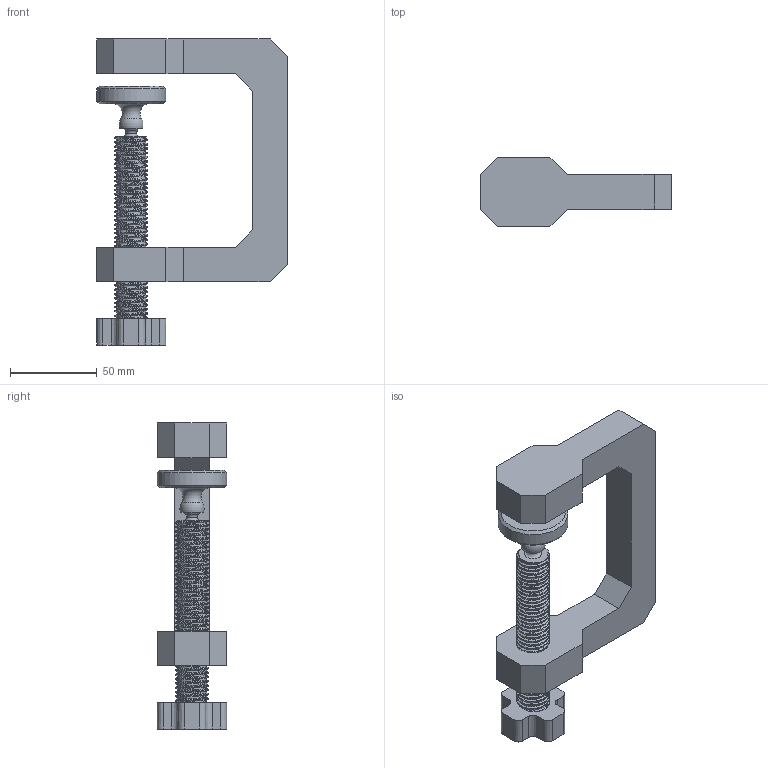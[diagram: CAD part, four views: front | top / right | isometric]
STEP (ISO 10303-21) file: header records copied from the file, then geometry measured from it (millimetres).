
FILE_DESCRIPTION(/* description */ (''),/* implementation_level */ '2;1');
FILE_NAME(/* name */ 'universal-opensource clamp v3.step',/* time_stamp */ '2024-07-01T15:25:35-04:00',/* author */ (''),/* organization */ (''),/* preprocessor_version */ 'ST-DEVELOPER v20',/* originating_system */ 'Autodesk Translation Framework v13.14.0.145',/* authorisation */ '');
FILE_SCHEMA (('AUTOMOTIVE_DESIGN { 1 0 10303 214 3 1 1 }'));
Length unit declared in the file: millimetre
Products named in the file (4): universal-opensource clamp; Clamp; pad; screw
Assembly tree (3 placements, depth 3):
  universal-opensource clamp
    Clamp
      pad
      screw
Bounding box: 110 x 40 x 176.3 mm (x, y, z)
Volume: 209900.8 mm3; surface area: 49083.2 mm2
Topology: 3 solids, 4 shells, 135 faces, 373 edges, 247 vertices
Faces by surface type: cylinder 64, plane 45, bspline 17, torus 3, sphere 3, cone 3
Full cylindrical faces by diameter (mm): 6 x1, 16.938 x41, 17.519 x7, 20.122 x1, 20.293 x7, 40 x1
Entity records: 17313 total; most frequent: CARTESIAN_POINT 14150, ORIENTED_EDGE 742, DIRECTION 468, EDGE_CURVE 371, VERTEX_POINT 247, B_SPLINE_CURVE_WITH_KNOTS 182, LINE 160, VECTOR 160
